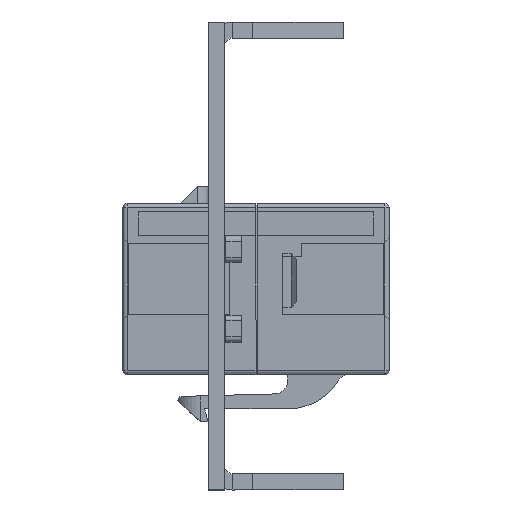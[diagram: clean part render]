
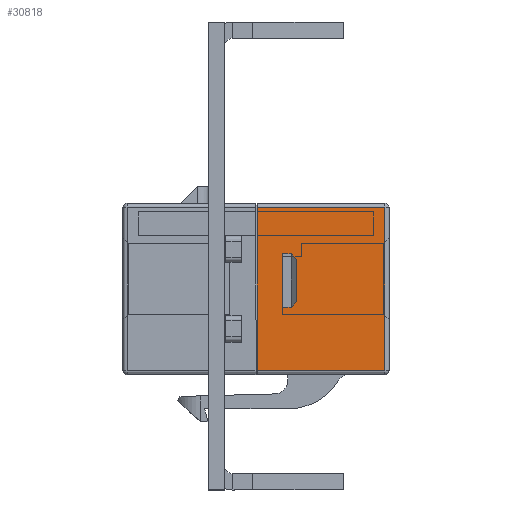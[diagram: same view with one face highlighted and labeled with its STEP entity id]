
A CAD part, left-side view. The second image highlights one B-rep face of the part: STEP entity #30818.
In plain terms, the highlighted planar face has unit normal (-1, 0, 0).
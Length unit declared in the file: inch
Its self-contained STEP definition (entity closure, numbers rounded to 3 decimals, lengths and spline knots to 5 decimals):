
#563 = DIRECTION ( 'NONE',  ( 0., 0.707, 0.707 ) ) ;
#1028 = EDGE_LOOP ( 'NONE', ( #25892, #14186, #5299, #36454 ) ) ;
#1586 = CARTESIAN_POINT ( 'NONE',  ( -0.2874, 0.04724, -0.14961 ) ) ;
#1635 = CARTESIAN_POINT ( 'NONE',  ( -0.2874, -0.30118, -0.00394 ) ) ;
#1723 = ORIENTED_EDGE ( 'NONE', *, *, #25510, .T. ) ;
#2585 = CARTESIAN_POINT ( 'NONE',  ( -0.2874, 0.06693, -0.12992 ) ) ;
#2648 = CARTESIAN_POINT ( 'NONE',  ( -0.2874, -0.11024, -0.14961 ) ) ;
#2797 = CARTESIAN_POINT ( 'NONE',  ( -0.2874, 0.06693, -0.09843 ) ) ;
#4263 = DIRECTION ( 'NONE',  ( 0., 0., 1. ) ) ;
#4326 = DIRECTION ( 'NONE',  ( 0., -1., 0. ) ) ;
#4431 = CARTESIAN_POINT ( 'NONE',  ( -0.2874, -0.12992, -0.12992 ) ) ;
#5299 = ORIENTED_EDGE ( 'NONE', *, *, #19733, .T. ) ;
#5753 = VECTOR ( 'NONE', #563, 39.37008 ) ;
#5990 = DIRECTION ( 'NONE',  ( 0., -1., 0. ) ) ;
#7516 = VECTOR ( 'NONE', #7582, 39.37008 ) ;
#7582 = DIRECTION ( 'NONE',  ( 0., 0., -1. ) ) ;
#7805 = DIRECTION ( 'NONE',  ( 0., 0., 1. ) ) ;
#8742 = LINE ( 'NONE', #44323, #7516 ) ;
#9271 = EDGE_CURVE ( 'NONE', #39532, #24088, #41647, .T. ) ;
#9472 = CARTESIAN_POINT ( 'NONE',  ( -0.2874, 0.30118, -0.00394 ) ) ;
#10150 = VERTEX_POINT ( 'NONE', #9472 ) ;
#10361 = EDGE_CURVE ( 'NONE', #10150, #29471, #8742, .T. ) ;
#10727 = VECTOR ( 'NONE', #42723, 39.37008 ) ;
#10829 = PLANE ( 'NONE',  #33504 ) ;
#10861 = EDGE_CURVE ( 'NONE', #10942, #45522, #35966, .T. ) ;
#10942 = VERTEX_POINT ( 'NONE', #1586 ) ;
#11834 = ORIENTED_EDGE ( 'NONE', *, *, #42146, .T. ) ;
#14186 = ORIENTED_EDGE ( 'NONE', *, *, #10361, .T. ) ;
#14222 = VECTOR ( 'NONE', #4263, 39.37008 ) ;
#15256 = DIRECTION ( 'NONE',  ( 0., 0., -1. ) ) ;
#16110 = ORIENTED_EDGE ( 'NONE', *, *, #9271, .T. ) ;
#16324 = CARTESIAN_POINT ( 'NONE',  ( -0.2874, 0.30118, -0.47638 ) ) ;
#17059 = CARTESIAN_POINT ( 'NONE',  ( -0.2874, 0.06693, -0.09843 ) ) ;
#18391 = DIRECTION ( 'NONE',  ( 0., 0., -1. ) ) ;
#18904 = ORIENTED_EDGE ( 'NONE', *, *, #23982, .T. ) ;
#19191 = VECTOR ( 'NONE', #4326, 39.37008 ) ;
#19733 = EDGE_CURVE ( 'NONE', #29471, #41269, #30179, .T. ) ;
#20688 = ORIENTED_EDGE ( 'NONE', *, *, #47179, .T. ) ;
#22757 = CARTESIAN_POINT ( 'NONE',  ( -0.2874, 0.04724, -0.14961 ) ) ;
#23982 = EDGE_CURVE ( 'NONE', #40785, #30599, #45615, .T. ) ;
#24088 = VERTEX_POINT ( 'NONE', #26424 ) ;
#24320 = LINE ( 'NONE', #49059, #14222 ) ;
#25510 = EDGE_CURVE ( 'NONE', #24088, #40785, #34795, .T. ) ;
#25825 = EDGE_LOOP ( 'NONE', ( #11834, #16110, #1723, #18904, #20688, #45252 ) ) ;
#25874 = CARTESIAN_POINT ( 'NONE',  ( -0.2874, -0.31693, 0.49213 ) ) ;
#25892 = ORIENTED_EDGE ( 'NONE', *, *, #45727, .F. ) ;
#26424 = CARTESIAN_POINT ( 'NONE',  ( -0.2874, -0.12992, -0.09843 ) ) ;
#26606 = DIRECTION ( 'NONE',  ( 0., 1., 0. ) ) ;
#27070 = CARTESIAN_POINT ( 'NONE',  ( -0.2874, 0.06693, -0.12992 ) ) ;
#27187 = CARTESIAN_POINT ( 'NONE',  ( -0.2874, -0.30118, 0.49213 ) ) ;
#28750 = CARTESIAN_POINT ( 'NONE',  ( -0.2874, -0.30118, -0.47638 ) ) ;
#29471 = VERTEX_POINT ( 'NONE', #16324 ) ;
#30179 = LINE ( 'NONE', #31333, #10727 ) ;
#30344 = CARTESIAN_POINT ( 'NONE',  ( -0.2874, -0.12992, -0.12992 ) ) ;
#30599 = VERTEX_POINT ( 'NONE', #36019 ) ;
#30818 = ADVANCED_FACE ( 'NONE', ( #30878, #40893 ), #10829, .F. ) ;
#30878 = FACE_BOUND ( 'NONE', #25825, .T. ) ;
#31333 = CARTESIAN_POINT ( 'NONE',  ( -0.2874, -0.31693, -0.47638 ) ) ;
#33504 = AXIS2_PLACEMENT_3D ( 'NONE', #25874, #41076, #18391 ) ;
#33608 = VECTOR ( 'NONE', #15256, 39.37008 ) ;
#34673 = VECTOR ( 'NONE', #7805, 39.37008 ) ;
#34795 = LINE ( 'NONE', #30344, #33608 ) ;
#35648 = VECTOR ( 'NONE', #40502, 39.37008 ) ;
#35966 = LINE ( 'NONE', #27070, #5753 ) ;
#36019 = CARTESIAN_POINT ( 'NONE',  ( -0.2874, -0.11024, -0.14961 ) ) ;
#36278 = VECTOR ( 'NONE', #26606, 39.37008 ) ;
#36454 = ORIENTED_EDGE ( 'NONE', *, *, #44510, .T. ) ;
#38148 = LINE ( 'NONE', #38231, #19191 ) ;
#38231 = CARTESIAN_POINT ( 'NONE',  ( -0.2874, -0.30118, -0.00394 ) ) ;
#39532 = VERTEX_POINT ( 'NONE', #2797 ) ;
#39886 = LINE ( 'NONE', #27187, #34673 ) ;
#40478 = VECTOR ( 'NONE', #5990, 39.37008 ) ;
#40502 = DIRECTION ( 'NONE',  ( 0., 0.707, -0.707 ) ) ;
#40785 = VERTEX_POINT ( 'NONE', #4431 ) ;
#40893 = FACE_OUTER_BOUND ( 'NONE', #1028, .T. ) ;
#41076 = DIRECTION ( 'NONE',  ( 1., 0., 0. ) ) ;
#41269 = VERTEX_POINT ( 'NONE', #28750 ) ;
#41647 = LINE ( 'NONE', #17059, #40478 ) ;
#42146 = EDGE_CURVE ( 'NONE', #45522, #39532, #24320, .T. ) ;
#42223 = VERTEX_POINT ( 'NONE', #1635 ) ;
#42723 = DIRECTION ( 'NONE',  ( 0., -1., 0. ) ) ;
#44323 = CARTESIAN_POINT ( 'NONE',  ( -0.2874, 0.30118, 0.49213 ) ) ;
#44510 = EDGE_CURVE ( 'NONE', #41269, #42223, #39886, .T. ) ;
#45252 = ORIENTED_EDGE ( 'NONE', *, *, #10861, .T. ) ;
#45522 = VERTEX_POINT ( 'NONE', #2585 ) ;
#45615 = LINE ( 'NONE', #2648, #35648 ) ;
#45727 = EDGE_CURVE ( 'NONE', #10150, #42223, #38148, .T. ) ;
#47179 = EDGE_CURVE ( 'NONE', #30599, #10942, #47463, .T. ) ;
#47463 = LINE ( 'NONE', #22757, #36278 ) ;
#49059 = CARTESIAN_POINT ( 'NONE',  ( -0.2874, 0.06693, -0.09843 ) ) ;
